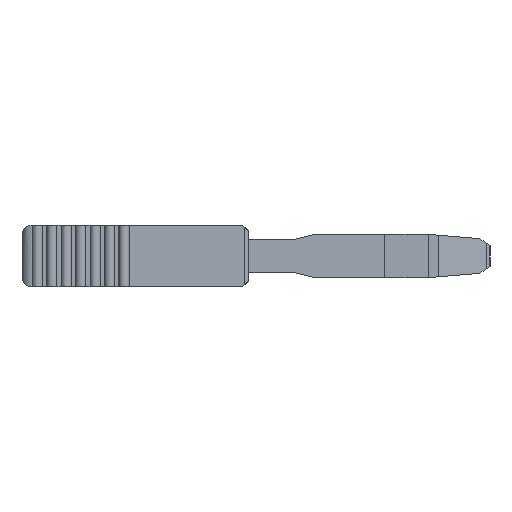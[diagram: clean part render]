
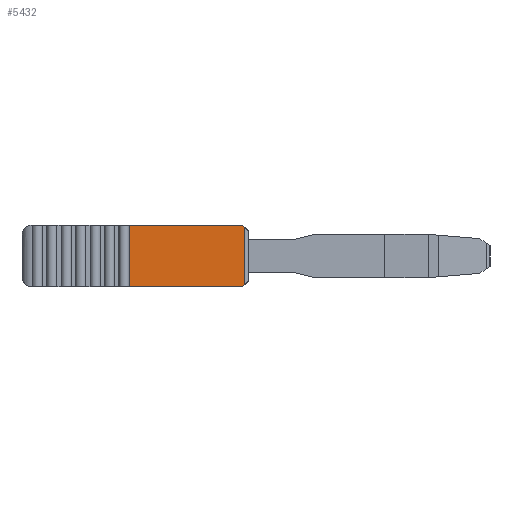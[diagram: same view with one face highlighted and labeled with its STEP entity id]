
A CAD part, left-side view. The second image highlights one B-rep face of the part: STEP entity #5432.
In plain terms, the highlighted planar face has unit normal (-1, 0, 0).
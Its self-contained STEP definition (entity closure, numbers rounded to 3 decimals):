
#165=DIRECTION('',(0.,-1.,0.));
#166=VECTOR('',#165,5.509);
#167=CARTESIAN_POINT('',(-20.2,6.159,-1.5));
#168=LINE('',#167,#166);
#732=DIRECTION('',(0.,0.707,-0.707));
#733=VECTOR('',#732,0.141);
#734=CARTESIAN_POINT('',(-20.2,0.55,-1.4));
#735=LINE('',#734,#733);
#736=DIRECTION('',(0.,0.,1.));
#737=VECTOR('',#736,3.);
#738=CARTESIAN_POINT('',(-20.2,6.159,-1.5));
#739=LINE('',#738,#737);
#740=DIRECTION('',(0.,0.707,0.707));
#741=VECTOR('',#740,0.141);
#742=CARTESIAN_POINT('',(-20.2,0.55,1.4));
#743=LINE('',#742,#741);
#1113=DIRECTION('',(0.,-1.,0.));
#1114=VECTOR('',#1113,5.509);
#1115=CARTESIAN_POINT('',(-20.2,6.159,1.5));
#1116=LINE('',#1115,#1114);
#1495=DIRECTION('',(0.,0.,1.));
#1496=VECTOR('',#1495,2.8);
#1497=CARTESIAN_POINT('',(-20.2,0.55,-1.4));
#1498=LINE('',#1497,#1496);
#3708=CARTESIAN_POINT('',(-20.2,6.159,-1.5));
#3709=VERTEX_POINT('',#3708);
#3860=CARTESIAN_POINT('',(-20.2,6.159,1.5));
#3861=VERTEX_POINT('',#3860);
#3862=CARTESIAN_POINT('',(-20.2,0.65,-1.5));
#3864=VERTEX_POINT('',#3862);
#3874=CARTESIAN_POINT('',(-20.2,0.65,1.5));
#3876=VERTEX_POINT('',#3874);
#4510=CARTESIAN_POINT('',(-20.2,0.55,-1.4));
#4511=VERTEX_POINT('',#4510);
#4512=CARTESIAN_POINT('',(-20.2,0.55,1.4));
#4513=VERTEX_POINT('',#4512);
#5415=CARTESIAN_POINT('',(-20.2,6.159,-1.5));
#5416=DIRECTION('',(-1.,0.,0.));
#5417=DIRECTION('',(0.,-1.,0.));
#5418=AXIS2_PLACEMENT_3D('',#5415,#5416,#5417);
#5419=PLANE('',#5418);
#5420=ORIENTED_EDGE('',*,*,#5385,.T.);
#5421=ORIENTED_EDGE('',*,*,#4665,.F.);
#5423=ORIENTED_EDGE('',*,*,#5422,.T.);
#5425=ORIENTED_EDGE('',*,*,#5424,.T.);
#5427=ORIENTED_EDGE('',*,*,#5426,.F.);
#5429=ORIENTED_EDGE('',*,*,#5428,.F.);
#5430=EDGE_LOOP('',(#5420,#5421,#5423,#5425,#5427,#5429));
#5431=FACE_OUTER_BOUND('',#5430,.F.);
#4665=EDGE_CURVE('',#3709,#3864,#168,.T.);
#5385=EDGE_CURVE('',#4511,#3864,#735,.T.);
#5422=EDGE_CURVE('',#3709,#3861,#739,.T.);
#5424=EDGE_CURVE('',#3861,#3876,#1116,.T.);
#5426=EDGE_CURVE('',#4513,#3876,#743,.T.);
#5428=EDGE_CURVE('',#4511,#4513,#1498,.T.);
#5432=ADVANCED_FACE('',(#5431),#5419,.T.);
